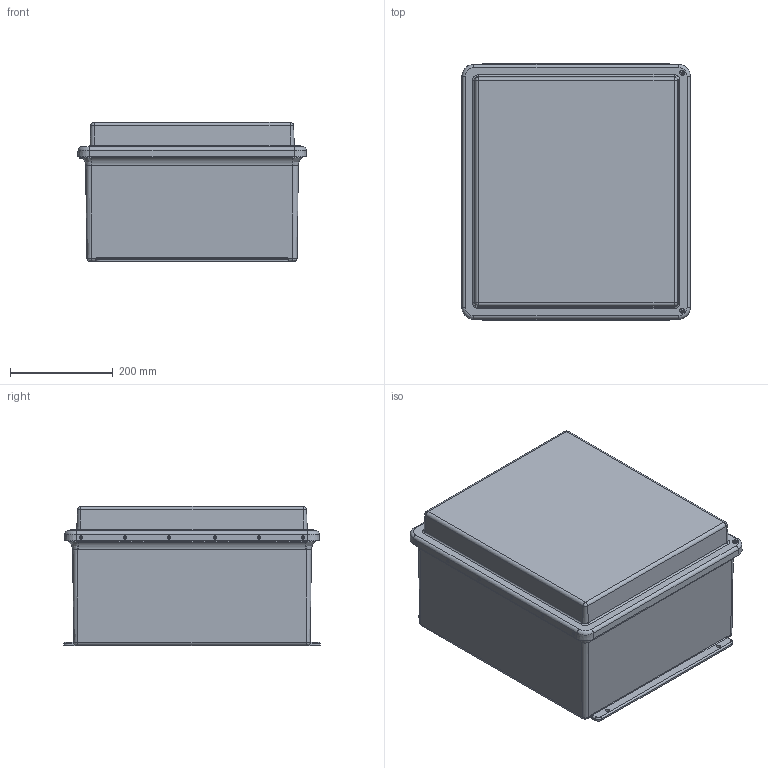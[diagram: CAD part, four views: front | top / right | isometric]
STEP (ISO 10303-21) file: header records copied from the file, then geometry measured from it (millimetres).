
FILE_DESCRIPTION(/* description */ (''),/* implementation_level */ '2;1');
FILE_NAME(/* name */ 'HW-RHJ181610CHSC.stp',/* time_stamp */ '2014-04-07T09:31:52-05:00',/* author */ ('jtigges'),/* organization */ (''),/* preprocessor_version */ 'ST-DEVELOPER v15.2',/* originating_system */ 'Autodesk Inventor 2014',/* authorisation */ '');
FILE_SCHEMA (('AUTOMOTIVE_DESIGN { 1 0 10303 214 3 1 1 }'));
Length unit declared in the file: inch
Products named in the file (18): J1816HW_3; RMINS45821P_145; RMINS45821P_146; RMINS45821P_147; RMINS45821P_148; RMINS45821P_149; RMINS45821P_150; J1816BHW; RMHINGCOV17; RMHINGPIN17; RMHINGBOX17; RMHING17; RJ1816HWCVR; GASKET_1816; WP1816HWU; RMSC10X063PHCPH; RMRIV43; RJ1816HW_STP
Bounding box: 444.83 x 498.48 x 270.3 mm (x, y, z)
Volume: 4079721.7 mm3; surface area: 1881929.8 mm2
Topology: 26 solids, 26 shells, 1012 faces, 2571 edges, 1645 vertices
Faces by surface type: plane 390, cylinder 389, cone 141, torus 48, bspline 40, sphere 4
Full cylindrical faces by diameter (mm): 2.159 x71, 3.175 x12, 3.327 x12, 3.556 x12, 3.683 x2, 3.861 x5, 3.962 x7, 3.967 x40, 4.826 x40, 5.537 x4, 6.35 x12, 6.858 x6
Entity records: 26743 total; most frequent: CARTESIAN_POINT 5908, DIRECTION 4454, ORIENTED_EDGE 3852, EDGE_CURVE 1926, AXIS2_PLACEMENT_3D 1710, VERTEX_POINT 1350, EDGE_LOOP 1276, LINE 1034
